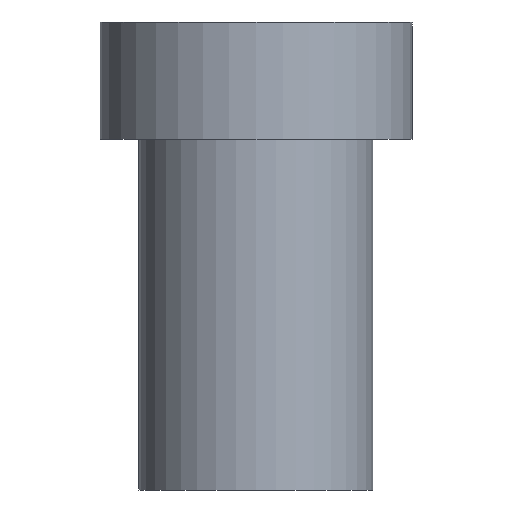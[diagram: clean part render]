
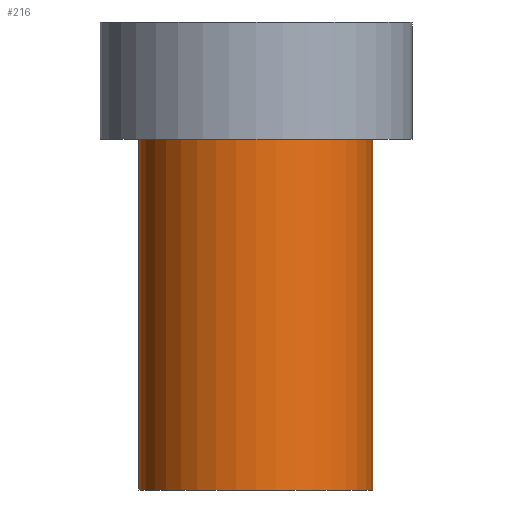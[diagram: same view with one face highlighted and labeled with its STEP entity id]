
A CAD part, front view. The second image highlights one B-rep face of the part: STEP entity #216.
In plain terms, the highlighted cylindrical face has radius 1.5 mm (diameter 3 mm), a partial arc.
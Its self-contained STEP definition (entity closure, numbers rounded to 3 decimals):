
#9 = LINE ( 'NONE', #233, #284 ) ;
#18 = DIRECTION ( 'NONE',  ( 0., 0., 1. ) ) ;
#30 = CARTESIAN_POINT ( 'NONE',  ( -1.5, 0., -1.5 ) ) ;
#31 = VECTOR ( 'NONE', #347, 1000. ) ;
#54 = DIRECTION ( 'NONE',  ( 1., 0., 0. ) ) ;
#61 = DIRECTION ( 'NONE',  ( 1., 0., 0. ) ) ;
#83 = ORIENTED_EDGE ( 'NONE', *, *, #268, .F. ) ;
#87 = AXIS2_PLACEMENT_3D ( 'NONE', #262, #18, #61 ) ;
#102 = CYLINDRICAL_SURFACE ( 'NONE', #130, 1.5 ) ;
#115 = CARTESIAN_POINT ( 'NONE',  ( 0., 0., -1.5 ) ) ;
#129 = VERTEX_POINT ( 'NONE', #163 ) ;
#130 = AXIS2_PLACEMENT_3D ( 'NONE', #228, #167, #54 ) ;
#142 = DIRECTION ( 'NONE',  ( 0., 0., 1. ) ) ;
#143 = AXIS2_PLACEMENT_3D ( 'NONE', #115, #296, #234 ) ;
#145 = CARTESIAN_POINT ( 'NONE',  ( 1.5, 0., -1.5 ) ) ;
#151 = VERTEX_POINT ( 'NONE', #189 ) ;
#158 = FACE_OUTER_BOUND ( 'NONE', #210, .T. ) ;
#163 = CARTESIAN_POINT ( 'NONE',  ( -1.5, 0., -6. ) ) ;
#167 = DIRECTION ( 'NONE',  ( 0., 0., 1. ) ) ;
#168 = ORIENTED_EDGE ( 'NONE', *, *, #260, .F. ) ;
#172 = LINE ( 'NONE', #202, #31 ) ;
#188 = VERTEX_POINT ( 'NONE', #30 ) ;
#189 = CARTESIAN_POINT ( 'NONE',  ( 1.5, 0., -6. ) ) ;
#202 = CARTESIAN_POINT ( 'NONE',  ( -1.5, 0., -5.9 ) ) ;
#204 = CIRCLE ( 'NONE', #143, 1.5 ) ;
#210 = EDGE_LOOP ( 'NONE', ( #83, #322, #325, #168 ) ) ;
#216 = ADVANCED_FACE ( 'NONE', ( #158 ), #102, .T. ) ;
#228 = CARTESIAN_POINT ( 'NONE',  ( 0., 0., -5.9 ) ) ;
#233 = CARTESIAN_POINT ( 'NONE',  ( 1.5, 0., -5.9 ) ) ;
#234 = DIRECTION ( 'NONE',  ( 1., 0., 0. ) ) ;
#260 = EDGE_CURVE ( 'NONE', #188, #310, #204, .T. ) ;
#262 = CARTESIAN_POINT ( 'NONE',  ( 0., 0., -6. ) ) ;
#268 = EDGE_CURVE ( 'NONE', #129, #188, #172, .T. ) ;
#280 = EDGE_CURVE ( 'NONE', #151, #310, #9, .T. ) ;
#284 = VECTOR ( 'NONE', #142, 1000. ) ;
#296 = DIRECTION ( 'NONE',  ( 0., 0., 1. ) ) ;
#310 = VERTEX_POINT ( 'NONE', #145 ) ;
#312 = CIRCLE ( 'NONE', #87, 1.5 ) ;
#318 = EDGE_CURVE ( 'NONE', #129, #151, #312, .T. ) ;
#322 = ORIENTED_EDGE ( 'NONE', *, *, #318, .T. ) ;
#325 = ORIENTED_EDGE ( 'NONE', *, *, #280, .T. ) ;
#347 = DIRECTION ( 'NONE',  ( 0., 0., 1. ) ) ;
